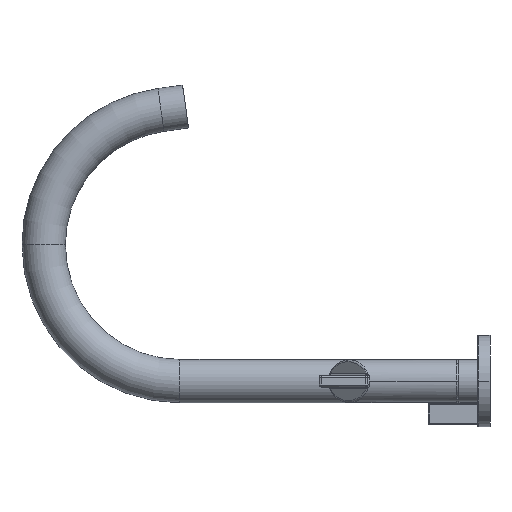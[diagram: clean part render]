
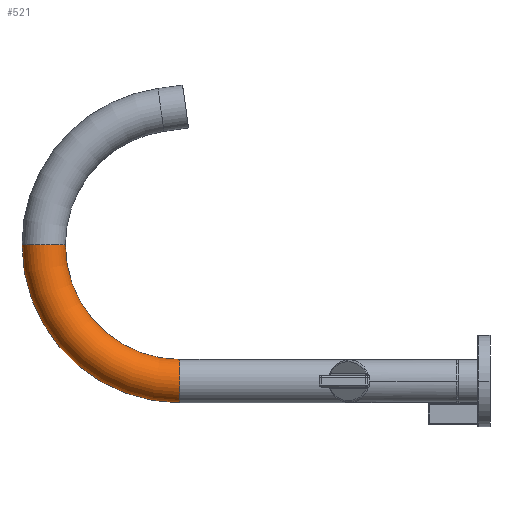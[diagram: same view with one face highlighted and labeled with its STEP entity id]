
A CAD part, left-side view. The second image highlights one B-rep face of the part: STEP entity #521.
In plain terms, the highlighted toroidal (fillet/blend) face has major radius 69.85 mm and minor radius 11.113 mm.
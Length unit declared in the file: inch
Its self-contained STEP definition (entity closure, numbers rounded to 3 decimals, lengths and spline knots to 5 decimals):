
#96=CARTESIAN_POINT('',(0.,6.25655,2.75));
#97=DIRECTION('',(-1.,0.,0.));
#98=DIRECTION('',(0.,1.,0.));
#99=AXIS2_PLACEMENT_3D('',#96,#97,#98);
#101=CARTESIAN_POINT('',(0.,6.25655,0.));
#102=DIRECTION('',(0.,-1.,0.));
#103=DIRECTION('',(0.,0.,1.));
#104=AXIS2_PLACEMENT_3D('',#101,#102,#103);
#106=CARTESIAN_POINT('',(0.,6.25655,2.75));
#107=DIRECTION('',(-1.,0.,0.));
#108=DIRECTION('',(0.,1.,0.));
#109=AXIS2_PLACEMENT_3D('',#106,#107,#108);
#111=CARTESIAN_POINT('',(0.,9.00655,2.75));
#112=DIRECTION('',(0.,0.,-1.));
#113=DIRECTION('',(0.,-1.,0.));
#114=AXIS2_PLACEMENT_3D('',#111,#112,#113);
#338=CARTESIAN_POINT('',(0.,6.25655,-0.4375));
#339=CARTESIAN_POINT('',(0.,6.25655,0.4375));
#340=VERTEX_POINT('',#338);
#341=VERTEX_POINT('',#339);
#342=CARTESIAN_POINT('',(0.,9.44405,2.75));
#343=VERTEX_POINT('',#342);
#344=CARTESIAN_POINT('',(0.,8.56905,2.75));
#345=VERTEX_POINT('',#344);
#509=CARTESIAN_POINT('',(0.,6.25655,2.75));
#510=DIRECTION('',(1.,0.,0.));
#511=DIRECTION('',(0.,0.,1.));
#512=AXIS2_PLACEMENT_3D('',#509,#510,#511);
#513=TOROIDAL_SURFACE('',#512,2.75,0.4375);
#514=ORIENTED_EDGE('',*,*,#476,.T.);
#515=ORIENTED_EDGE('',*,*,#504,.F.);
#517=ORIENTED_EDGE('',*,*,#516,.F.);
#518=ORIENTED_EDGE('',*,*,#500,.T.);
#519=EDGE_LOOP('',(#514,#515,#517,#518));
#520=FACE_OUTER_BOUND('',#519,.F.);
#521=ADVANCED_FACE('',(#520),#513,.T.);
#100=CIRCLE('',#99,3.1875);
#105=CIRCLE('',#104,0.4375);
#110=CIRCLE('',#109,2.3125);
#115=CIRCLE('',#114,0.4375);
#476=EDGE_CURVE('',#341,#340,#105,.T.);
#500=EDGE_CURVE('',#345,#341,#110,.T.);
#504=EDGE_CURVE('',#343,#340,#100,.T.);
#516=EDGE_CURVE('',#345,#343,#115,.T.);
